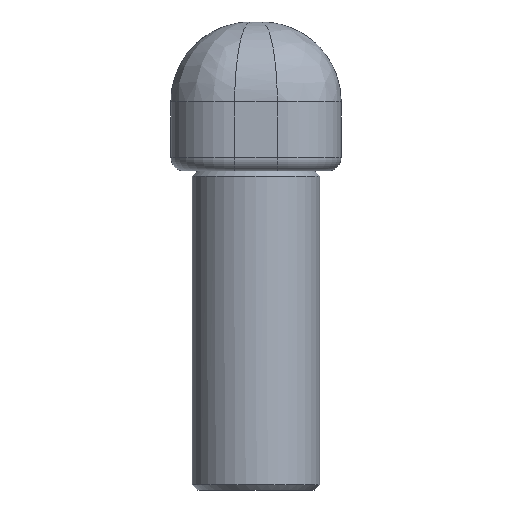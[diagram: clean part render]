
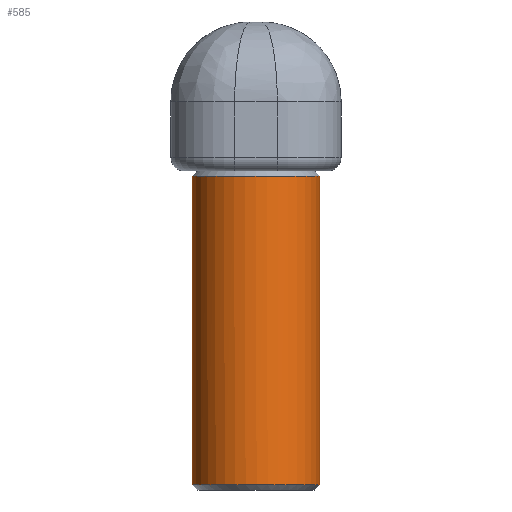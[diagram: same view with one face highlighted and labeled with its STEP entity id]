
A CAD part, front view. The second image highlights one B-rep face of the part: STEP entity #585.
In plain terms, the highlighted cylindrical face has radius 6 mm (diameter 12 mm), a full revolution.
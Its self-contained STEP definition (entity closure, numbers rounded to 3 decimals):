
#38=CIRCLE('',#628,6.);
#39=CIRCLE('',#629,6.);
#40=CIRCLE('',#630,6.);
#41=CIRCLE('',#631,6.);
#69=CYLINDRICAL_SURFACE('',#627,6.);
#84=FACE_OUTER_BOUND('',#123,.T.);
#123=EDGE_LOOP('',(#396,#397,#398,#399,#400,#401,#402,#403));
#162=LINE('',#873,#201);
#164=LINE('',#883,#203);
#165=LINE('',#887,#204);
#201=VECTOR('',#696,10.);
#203=VECTOR('',#702,6.);
#204=VECTOR('',#705,10.);
#251=VERTEX_POINT('',#868);
#252=VERTEX_POINT('',#872);
#254=VERTEX_POINT('',#880);
#255=VERTEX_POINT('',#882);
#256=VERTEX_POINT('',#884);
#257=VERTEX_POINT('',#886);
#304=EDGE_CURVE('',#251,#252,#162,.T.);
#307=EDGE_CURVE('',#254,#254,#38,.T.);
#308=EDGE_CURVE('',#254,#255,#164,.T.);
#309=EDGE_CURVE('',#256,#255,#39,.T.);
#310=EDGE_CURVE('',#257,#256,#165,.T.);
#311=EDGE_CURVE('',#252,#257,#40,.T.);
#312=EDGE_CURVE('',#255,#251,#41,.T.);
#396=ORIENTED_EDGE('',*,*,#307,.F.);
#397=ORIENTED_EDGE('',*,*,#308,.T.);
#398=ORIENTED_EDGE('',*,*,#309,.F.);
#399=ORIENTED_EDGE('',*,*,#310,.F.);
#400=ORIENTED_EDGE('',*,*,#311,.F.);
#401=ORIENTED_EDGE('',*,*,#304,.F.);
#402=ORIENTED_EDGE('',*,*,#312,.F.);
#403=ORIENTED_EDGE('',*,*,#308,.F.);
#585=ADVANCED_FACE('',(#84),#69,.T.);
#627=AXIS2_PLACEMENT_3D('',#879,#698,#699);
#628=AXIS2_PLACEMENT_3D('',#881,#700,#701);
#629=AXIS2_PLACEMENT_3D('',#885,#703,#704);
#630=AXIS2_PLACEMENT_3D('',#888,#706,#707);
#631=AXIS2_PLACEMENT_3D('',#889,#708,#709);
#696=DIRECTION('',(0.,0.,1.));
#698=DIRECTION('center_axis',(0.,0.,1.));
#699=DIRECTION('ref_axis',(-1.,0.,0.));
#700=DIRECTION('center_axis',(0.,0.,1.));
#701=DIRECTION('ref_axis',(-1.,0.,0.));
#702=DIRECTION('',(0.,0.,-1.));
#703=DIRECTION('center_axis',(0.,0.,-1.));
#704=DIRECTION('ref_axis',(-1.,0.,0.));
#705=DIRECTION('',(0.,0.,-1.));
#706=DIRECTION('center_axis',(0.,0.,-1.));
#707=DIRECTION('ref_axis',(-1.,0.,0.));
#708=DIRECTION('center_axis',(0.,0.,-1.));
#709=DIRECTION('ref_axis',(-1.,0.,0.));
#868=CARTESIAN_POINT('',(-5.259,-5.428,3.5));
#872=CARTESIAN_POINT('',(-5.259,-5.428,8.5));
#873=CARTESIAN_POINT('',(-5.259,-5.428,3.));
#879=CARTESIAN_POINT('Origin',(0.,-8.317,3.));
#880=CARTESIAN_POINT('',(6.,-8.317,32.5));
#881=CARTESIAN_POINT('Origin',(0.,-8.317,32.5));
#882=CARTESIAN_POINT('',(6.,-8.317,3.5));
#883=CARTESIAN_POINT('',(6.,-8.317,3.));
#884=CARTESIAN_POINT('',(5.259,-5.428,3.5));
#885=CARTESIAN_POINT('Origin',(0.,-8.317,3.5));
#886=CARTESIAN_POINT('',(5.259,-5.428,8.5));
#887=CARTESIAN_POINT('',(5.259,-5.428,3.));
#888=CARTESIAN_POINT('Origin',(0.,-8.317,8.5));
#889=CARTESIAN_POINT('Origin',(0.,-8.317,3.5));
